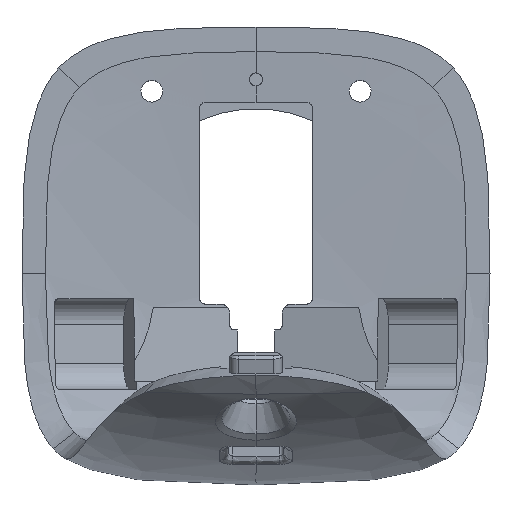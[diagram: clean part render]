
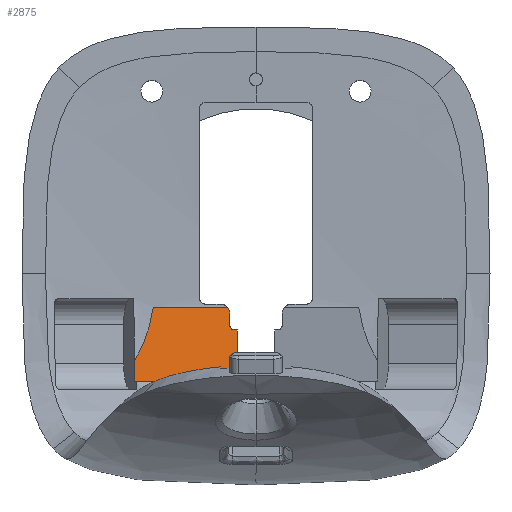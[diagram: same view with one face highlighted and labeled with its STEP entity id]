
A CAD part, top view. The second image highlights one B-rep face of the part: STEP entity #2875.
In plain terms, the highlighted planar face has unit normal (0.259, 0, 0.966).
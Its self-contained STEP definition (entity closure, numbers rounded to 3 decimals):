
#21=ELLIPSE('',#3058,1.035,1.);
#22=ELLIPSE('',#3067,14.804,14.3);
#23=ELLIPSE('',#3068,0.518,0.5);
#167=B_SPLINE_CURVE_WITH_KNOTS('',3,(#10005,#10006,#10007,#10008,#10009,
#10010,#10011,#10012),.UNSPECIFIED.,.F.,.F.,(4,2,2,4),(-1.028,
-0.76,-0.462,-0.375),.UNSPECIFIED.);
#339=PLANE('',#3066);
#418=FACE_OUTER_BOUND('',#587,.T.);
#587=EDGE_LOOP('',(#2018,#2019,#2020,#2021,#2022,#2023,#2024,#2025,#2026,
#2027,#2028));
#749=LINE('',#9976,#898);
#757=LINE('',#10003,#906);
#758=LINE('',#10014,#907);
#759=LINE('',#10016,#908);
#760=LINE('',#10018,#909);
#761=LINE('',#10022,#910);
#762=LINE('',#10024,#911);
#898=VECTOR('',#3298,10.);
#906=VECTOR('',#3318,10.);
#907=VECTOR('',#3319,10.);
#908=VECTOR('',#3320,10.);
#909=VECTOR('',#3321,10.);
#910=VECTOR('',#3324,10.);
#911=VECTOR('',#3325,10.);
#1185=VERTEX_POINT('',#9965);
#1186=VERTEX_POINT('',#9967);
#1189=VERTEX_POINT('',#9975);
#1198=VERTEX_POINT('',#10002);
#1199=VERTEX_POINT('',#10004);
#1200=VERTEX_POINT('',#10013);
#1201=VERTEX_POINT('',#10015);
#1202=VERTEX_POINT('',#10017);
#1203=VERTEX_POINT('',#10019);
#1204=VERTEX_POINT('',#10021);
#1205=VERTEX_POINT('',#10023);
#1499=EDGE_CURVE('',#1186,#1185,#21,.T.);
#1503=EDGE_CURVE('',#1189,#1186,#749,.T.);
#1515=EDGE_CURVE('',#1198,#1185,#757,.T.);
#1516=EDGE_CURVE('',#1198,#1199,#167,.T.);
#1517=EDGE_CURVE('',#1199,#1200,#758,.T.);
#1518=EDGE_CURVE('',#1200,#1201,#759,.T.);
#1519=EDGE_CURVE('',#1201,#1202,#760,.T.);
#1520=EDGE_CURVE('',#1202,#1203,#22,.T.);
#1521=EDGE_CURVE('',#1203,#1204,#761,.T.);
#1522=EDGE_CURVE('',#1204,#1205,#762,.T.);
#1523=EDGE_CURVE('',#1205,#1189,#23,.T.);
#2018=ORIENTED_EDGE('',*,*,#1499,.T.);
#2019=ORIENTED_EDGE('',*,*,#1515,.F.);
#2020=ORIENTED_EDGE('',*,*,#1516,.T.);
#2021=ORIENTED_EDGE('',*,*,#1517,.T.);
#2022=ORIENTED_EDGE('',*,*,#1518,.T.);
#2023=ORIENTED_EDGE('',*,*,#1519,.T.);
#2024=ORIENTED_EDGE('',*,*,#1520,.T.);
#2025=ORIENTED_EDGE('',*,*,#1521,.T.);
#2026=ORIENTED_EDGE('',*,*,#1522,.T.);
#2027=ORIENTED_EDGE('',*,*,#1523,.T.);
#2028=ORIENTED_EDGE('',*,*,#1503,.T.);
#2875=ADVANCED_FACE('',(#418),#339,.T.);
#3058=AXIS2_PLACEMENT_3D('',#9968,#3290,#3291);
#3066=AXIS2_PLACEMENT_3D('',#10001,#3316,#3317);
#3067=AXIS2_PLACEMENT_3D('',#10020,#3322,#3323);
#3068=AXIS2_PLACEMENT_3D('',#10025,#3326,#3327);
#3290=DIRECTION('center_axis',(0.259,0.,
0.966));
#3291=DIRECTION('ref_axis',(0.966,0.,-0.259));
#3298=DIRECTION('',(0.,1.,0.));
#3316=DIRECTION('center_axis',(0.259,0.,
0.966));
#3317=DIRECTION('ref_axis',(0.,1.,0.));
#3318=DIRECTION('',(0.966,0.,-0.259));
#3319=DIRECTION('',(0.,-1.,0.));
#3320=DIRECTION('',(0.966,0.,-0.259));
#3321=DIRECTION('',(0.,1.,0.));
#3322=DIRECTION('center_axis',(-0.259,0.,
-0.966));
#3323=DIRECTION('ref_axis',(0.966,0.,-0.259));
#3324=DIRECTION('',(0.,1.,0.));
#3325=DIRECTION('',(-0.966,0.,0.259));
#3326=DIRECTION('center_axis',(-0.259,0.,
-0.966));
#3327=DIRECTION('ref_axis',(-0.966,0.,0.259));
#9965=CARTESIAN_POINT('',(-3.251,-3.888,-27.442));
#9967=CARTESIAN_POINT('',(-3.,-4.55,-27.509));
#9968=CARTESIAN_POINT('Origin',(-4.,-4.55,-27.242));
#9975=CARTESIAN_POINT('',(-3.,-6.,-27.509));
#9976=CARTESIAN_POINT('',(-3.,-5.194,-27.509));
#10001=CARTESIAN_POINT('Origin',(-5.068,-12.388,-26.955));
#10002=CARTESIAN_POINT('',(-11.833,-3.888,-25.143));
#10003=CARTESIAN_POINT('',(-4.102,-3.888,-27.214));
#10004=CARTESIAN_POINT('',(-13.955,-9.992,-24.574));
#10005=CARTESIAN_POINT('Ctrl Pts',(-11.833,-3.888,
-25.143));
#10006=CARTESIAN_POINT('Ctrl Pts',(-11.963,-4.776,
-25.108));
#10007=CARTESIAN_POINT('Ctrl Pts',(-12.15,-5.651,
-25.058));
#10008=CARTESIAN_POINT('Ctrl Pts',(-12.698,-7.462,-24.911));
#10009=CARTESIAN_POINT('Ctrl Pts',(-13.069,-8.373,
-24.811));
#10010=CARTESIAN_POINT('Ctrl Pts',(-13.667,-9.501,-24.651));
#10011=CARTESIAN_POINT('Ctrl Pts',(-13.807,-9.749,
-24.614));
#10012=CARTESIAN_POINT('Ctrl Pts',(-13.955,-9.992,
-24.574));
#10013=CARTESIAN_POINT('',(-13.955,-12.388,-24.574));
#10014=CARTESIAN_POINT('',(-13.955,-10.261,-24.574));
#10015=CARTESIAN_POINT('',(0.,-12.388,-28.313));
#10016=CARTESIAN_POINT('',(-5.068,-12.388,-26.955));
#10017=CARTESIAN_POINT('',(0.,-11.3,-28.313));
#10018=CARTESIAN_POINT('',(0.,-0.857,-28.313));
#10019=CARTESIAN_POINT('',(-2.135,-11.14,-27.741));
#10020=CARTESIAN_POINT('Origin',(0.,3.,
-28.313));
#10021=CARTESIAN_POINT('',(-2.135,-6.5,-27.741));
#10022=CARTESIAN_POINT('',(-2.135,-4.694,-27.741));
#10023=CARTESIAN_POINT('',(-2.5,-6.5,-27.643));
#10024=CARTESIAN_POINT('',(-0.566,-6.5,-28.162));
#10025=CARTESIAN_POINT('Origin',(-2.5,-6.,-27.643));
